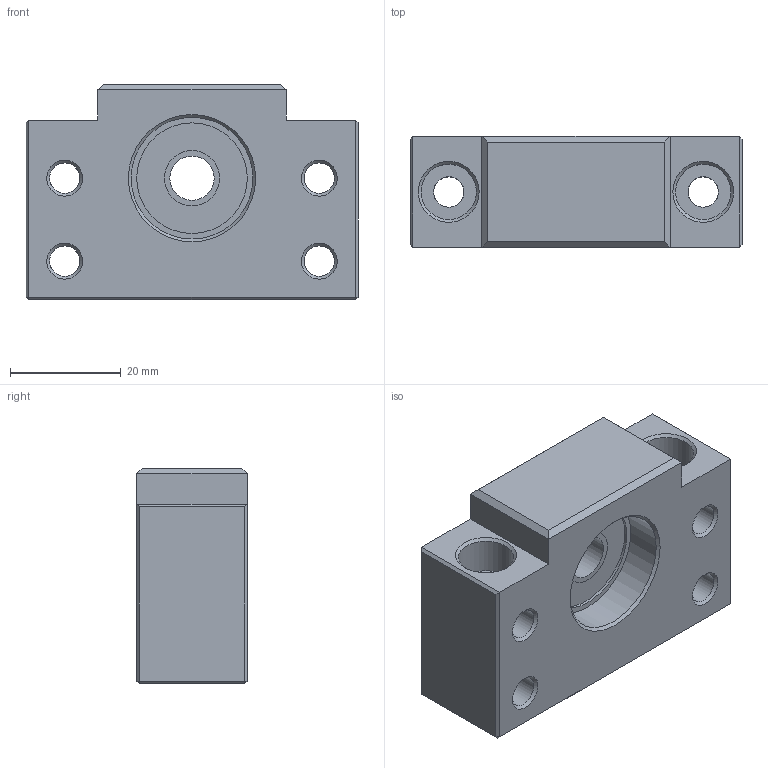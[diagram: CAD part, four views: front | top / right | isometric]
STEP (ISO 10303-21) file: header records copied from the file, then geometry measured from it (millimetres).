
FILE_DESCRIPTION(('FreeCAD Model'),'2;1');
FILE_NAME('bf10.step','2015-08-30T22:30:52',( 'Author'),(''),'Open CASCADE STEP processor 6.8','FreeCAD','Unknown' );
FILE_SCHEMA(('AUTOMOTIVE_DESIGN_CC2 { 1 2 10303 214 -1 1 5 4 }'));
Length unit declared in the file: millimetre
Products named in the file (1): bf10
Bounding box: 60 x 20 x 39 mm (x, y, z)
Volume: 33650.7 mm3; surface area: 11081.1 mm2
Topology: 1 solids, 1 shells, 73 faces, 165 edges, 94 vertices
Faces by surface type: plane 36, cylinder 23, cone 14
Full cylindrical faces by diameter (mm): 5.5 x14, 8 x1, 10 x4, 20 x2, 22 x2
Entity records: 5079 total; most frequent: CARTESIAN_POINT 1245, DIRECTION 614, ORIENTED_EDGE 330, PCURVE 330, DEFINITIONAL_REPRESENTATION 330, LINE 317, VECTOR 317, EDGE_CURVE 165
